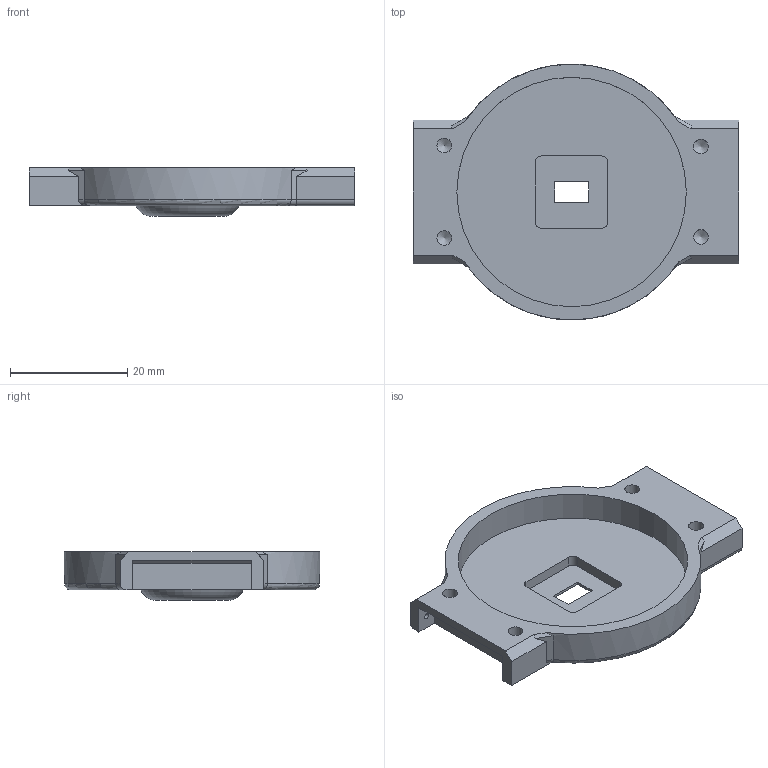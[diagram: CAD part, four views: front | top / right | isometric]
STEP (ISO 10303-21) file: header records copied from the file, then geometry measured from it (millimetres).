
FILE_DESCRIPTION(/* description */ (''),/* implementation_level */ '2;1');
FILE_NAME(/* name */ 'Bot.step',/* time_stamp */ '2024-04-29T15:30:46+03:00',/* author */ (''),/* organization */ (''),/* preprocessor_version */ 'ST-DEVELOPER v20',/* originating_system */ 'Autodesk Translation Framework v12.20.1.177',/* authorisation */ '');
FILE_SCHEMA (('AUTOMOTIVE_DESIGN { 1 0 10303 214 3 1 1 }'));
Length unit declared in the file: millimetre
Products named in the file (1): Bottom layer
Bounding box: 55.5 x 43.6 x 8.3 mm (x, y, z)
Volume: 5189.8 mm3; surface area: 5653.5 mm2
Topology: 1 solids, 1 shells, 78 faces, 192 edges, 123 vertices
Faces by surface type: plane 49, cylinder 22, cone 4, torus 3
Full cylindrical faces by diameter (mm): 1 x4, 2.5 x4, 39.1 x1
Entity records: 2340 total; most frequent: CARTESIAN_POINT 441, DIRECTION 387, ORIENTED_EDGE 376, EDGE_CURVE 188, LINE 137, VECTOR 137, AXIS2_PLACEMENT_3D 125, VERTEX_POINT 123
